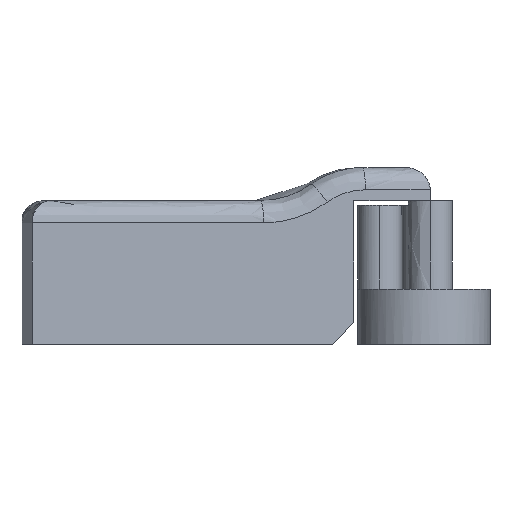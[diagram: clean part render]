
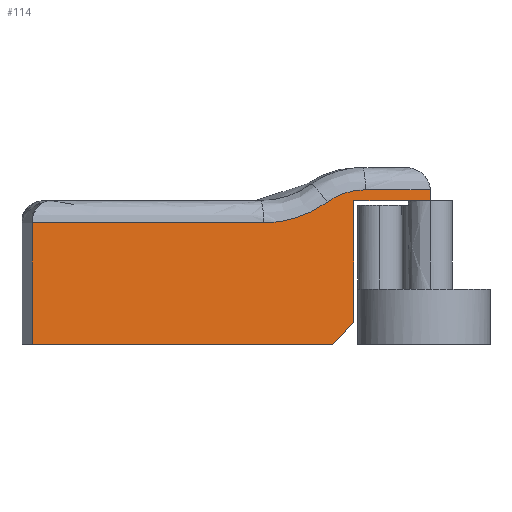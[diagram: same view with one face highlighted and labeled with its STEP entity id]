
A CAD part, left-side view. The second image highlights one B-rep face of the part: STEP entity #114.
In plain terms, the highlighted planar face has unit normal (-0.988, -0.156, 0).
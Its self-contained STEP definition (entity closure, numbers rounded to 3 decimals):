
#114=ADVANCED_FACE('',(#209),#1348,.T.);
#209=FACE_OUTER_BOUND('',#302,.T.);
#302=EDGE_LOOP('',(#684,#685,#686,#687,#688,#689,#690,#691,#692,#693));
#684=ORIENTED_EDGE('',*,*,#884,.T.);
#685=ORIENTED_EDGE('',*,*,#888,.T.);
#686=ORIENTED_EDGE('',*,*,#932,.T.);
#687=ORIENTED_EDGE('',*,*,#923,.T.);
#688=ORIENTED_EDGE('',*,*,#911,.F.);
#689=ORIENTED_EDGE('',*,*,#908,.T.);
#690=ORIENTED_EDGE('',*,*,#924,.T.);
#691=ORIENTED_EDGE('',*,*,#901,.F.);
#692=ORIENTED_EDGE('',*,*,#925,.T.);
#693=ORIENTED_EDGE('',*,*,#926,.T.);
#884=EDGE_CURVE('',#1254,#1253,#1024,.T.);
#888=EDGE_CURVE('',#1253,#1256,#1026,.T.);
#901=EDGE_CURVE('',#1268,#1269,#1036,.T.);
#908=EDGE_CURVE('',#1275,#1273,#1042,.T.);
#911=EDGE_CURVE('',#1275,#1267,#1044,.T.);
#923=EDGE_CURVE('',#1280,#1267,#1051,.T.);
#924=EDGE_CURVE('',#1273,#1269,#1052,.T.);
#925=EDGE_CURVE('',#1268,#1281,#1053,.T.);
#926=EDGE_CURVE('',#1281,#1254,#1054,.T.);
#932=EDGE_CURVE('',#1256,#1280,#1058,.T.);
#1024=B_SPLINE_CURVE_WITH_KNOTS('',1,(#3229,#3230),.UNSPECIFIED.,.F.,.F.,
(2,2),(-2.828,0.),.UNSPECIFIED.);
#1026=B_SPLINE_CURVE_WITH_KNOTS('',1,(#3239,#3240),.UNSPECIFIED.,.F.,.F.,
(2,2),(0.,11.),.UNSPECIFIED.);
#1036=B_SPLINE_CURVE_WITH_KNOTS('',1,(#3278,#3279),.UNSPECIFIED.,.F.,.F.,
(2,2),(0.,21.218),.UNSPECIFIED.);
#1042=B_SPLINE_CURVE_WITH_KNOTS('',3,(#3306,#3307,#3308,#3309),
 .UNSPECIFIED.,.F.,.F.,(4,4),(-0.374,0.),
 .UNSPECIFIED.);
#1044=B_SPLINE_CURVE_WITH_KNOTS('',1,(#3315,#3316),.UNSPECIFIED.,.F.,.F.,
(2,2),(0.,5.949),.UNSPECIFIED.);
#1051=B_SPLINE_CURVE_WITH_KNOTS('',1,(#3363,#3364),.UNSPECIFIED.,.F.,.F.,
(2,2),(0.,1.),.UNSPECIFIED.);
#1052=B_SPLINE_CURVE_WITH_KNOTS('',3,(#3365,#3366,#3367,#3368),
 .UNSPECIFIED.,.F.,.F.,(4,4),(-0.623,0.),
 .UNSPECIFIED.);
#1053=B_SPLINE_CURVE_WITH_KNOTS('',1,(#3369,#3370),.UNSPECIFIED.,.F.,.F.,
(2,2),(-11.,0.),.UNSPECIFIED.);
#1054=B_SPLINE_CURVE_WITH_KNOTS('',1,(#3371,#3372),.UNSPECIFIED.,.F.,.F.,
(2,2),(0.,27.5),.UNSPECIFIED.);
#1058=B_SPLINE_CURVE_WITH_KNOTS('',1,(#3405,#3406,#3407,#3408),
 .UNSPECIFIED.,.F.,.F.,(2,1,1,2),(0.,5.,5.5,
7.),.UNSPECIFIED.);
#1253=VERTEX_POINT('',#3000);
#1254=VERTEX_POINT('',#3001);
#1256=VERTEX_POINT('',#3003);
#1267=VERTEX_POINT('',#3014);
#1268=VERTEX_POINT('',#3015);
#1269=VERTEX_POINT('',#3016);
#1273=VERTEX_POINT('',#3020);
#1275=VERTEX_POINT('',#3022);
#1280=VERTEX_POINT('',#3027);
#1281=VERTEX_POINT('',#3028);
#1348=PLANE('',#1464);
#1464=AXIS2_PLACEMENT_3D('',#2930,#1496,$);
#1496=DIRECTION('',(-0.988,-0.156,0.));
#2930=CARTESIAN_POINT('',(-1711.815,46.775,-1.52));
#3000=CARTESIAN_POINT('',(-1706.608,13.897,2.));
#3001=CARTESIAN_POINT('',(-1706.921,15.872,0.));
#3003=CARTESIAN_POINT('',(-1706.608,13.897,13.));
#3014=CARTESIAN_POINT('',(-1705.513,6.983,14.));
#3015=CARTESIAN_POINT('',(-1711.223,43.034,11.));
#3016=CARTESIAN_POINT('',(-1707.903,22.077,11.));
#3020=CARTESIAN_POINT('',(-1706.991,16.316,12.875));
#3022=CARTESIAN_POINT('',(-1706.443,12.859,14.));
#3027=CARTESIAN_POINT('',(-1705.513,6.983,13.));
#3028=CARTESIAN_POINT('',(-1711.223,43.034,0.));
#3229=CARTESIAN_POINT('',(-1706.921,15.872,0.));
#3230=CARTESIAN_POINT('',(-1706.608,13.897,2.));
#3239=CARTESIAN_POINT('',(-1706.608,13.897,2.));
#3240=CARTESIAN_POINT('',(-1706.608,13.897,13.));
#3278=CARTESIAN_POINT('',(-1711.223,43.034,11.));
#3279=CARTESIAN_POINT('',(-1707.903,22.077,11.));
#3306=CARTESIAN_POINT('',(-1706.443,12.859,14.));
#3307=CARTESIAN_POINT('',(-1706.638,14.089,14.));
#3308=CARTESIAN_POINT('',(-1706.833,15.317,13.601));
#3309=CARTESIAN_POINT('',(-1706.991,16.316,12.875));
#3315=CARTESIAN_POINT('',(-1706.443,12.859,14.));
#3316=CARTESIAN_POINT('',(-1705.513,6.983,14.));
#3363=CARTESIAN_POINT('',(-1705.513,6.983,13.));
#3364=CARTESIAN_POINT('',(-1705.513,6.983,14.));
#3365=CARTESIAN_POINT('',(-1706.991,16.316,12.875));
#3366=CARTESIAN_POINT('',(-1707.255,17.982,11.666));
#3367=CARTESIAN_POINT('',(-1707.579,20.027,11.));
#3368=CARTESIAN_POINT('',(-1707.903,22.077,11.));
#3369=CARTESIAN_POINT('',(-1711.223,43.034,11.));
#3370=CARTESIAN_POINT('',(-1711.223,43.034,0.));
#3371=CARTESIAN_POINT('',(-1711.223,43.034,0.));
#3372=CARTESIAN_POINT('',(-1706.921,15.872,0.));
#3405=CARTESIAN_POINT('',(-1706.608,13.897,13.));
#3406=CARTESIAN_POINT('',(-1705.826,8.959,13.));
#3407=CARTESIAN_POINT('',(-1705.747,8.465,13.));
#3408=CARTESIAN_POINT('',(-1705.513,6.983,13.));
